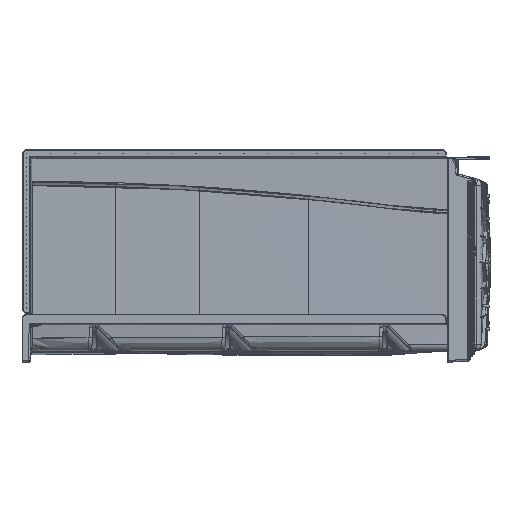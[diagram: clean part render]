
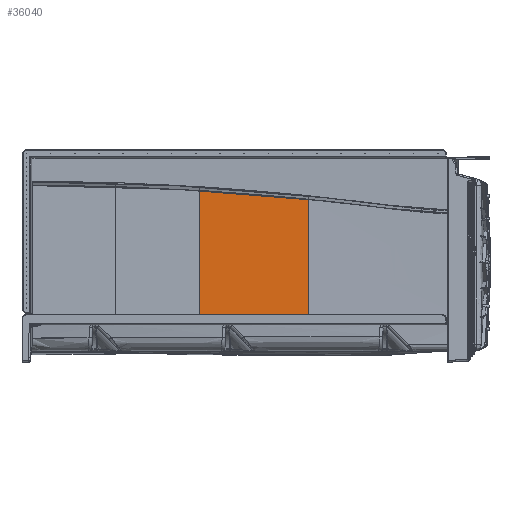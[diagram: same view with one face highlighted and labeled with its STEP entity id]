
A CAD part, left-side view. The second image highlights one B-rep face of the part: STEP entity #36040.
In plain terms, the highlighted free-form (B-spline) face has degree [3, 3] with [4, 4] control points.
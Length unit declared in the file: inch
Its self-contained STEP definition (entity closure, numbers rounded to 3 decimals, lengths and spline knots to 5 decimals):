
#5362 = EDGE_LOOP ( 'NONE', ( #42954, #41557, #9202, #126202 ) ) ;
#5437 = CARTESIAN_POINT ( 'NONE',  ( -0.05797, -33.96063, -16.07283 ) ) ;
#7130 = B_SPLINE_CURVE_WITH_KNOTS ( 'NONE', 3,
 ( #7714, #87738, #132929, #43211, #141856, #133629, #64742 ),
 .UNSPECIFIED., .F., .F.,
 ( 4, 3, 4 ),
 ( 0.70436, 1.14485, 1.15978 ),
 .UNSPECIFIED. ) ;
#7714 = CARTESIAN_POINT ( 'NONE',  ( -0.12368, -28.03915, -23.05807 ) ) ;
#7797 = CARTESIAN_POINT ( 'NONE',  ( 0.08639, -28.04099, -3.39011 ) ) ;
#8519 = CARTESIAN_POINT ( 'NONE',  ( 0.00627, -28.04029, -10.88635 ) ) ;
#9202 = ORIENTED_EDGE ( 'NONE', *, *, #88596, .T. ) ;
#10692 = CARTESIAN_POINT ( 'NONE',  ( -0.05045, -28.03979, -16.19554 ) ) ;
#16754 = CARTESIAN_POINT ( 'NONE',  ( 0.10639, -28.04116, -1.51992 ) ) ;
#19938 = CARTESIAN_POINT ( 'NONE',  ( 0.01461, -45.96764, -2.94793 ) ) ;
#20365 = CARTESIAN_POINT ( 'NONE',  ( 0.10639, -28.04116, -1.51992 ) ) ;
#22572 = CARTESIAN_POINT ( 'NONE',  ( 0.07609, -34.00771, -1.85685 ) ) ;
#23779 = CARTESIAN_POINT ( 'NONE',  ( -0.12415, -45.96885, -23.05808 ) ) ;
#26937 = CARTESIAN_POINT ( 'NONE',  ( -0.125, -40.00679, -23.18098 ) ) ;
#30306 = CARTESIAN_POINT ( 'NONE',  ( -0.03718, -45.96809, -10.44447 ) ) ;
#31042 = CARTESIAN_POINT ( 'NONE',  ( -0.12415, -45.96885, -23.05808 ) ) ;
#33264 = EDGE_CURVE ( 'NONE', #125751, #116701, #77938, .T. ) ;
#33657 = FACE_OUTER_BOUND ( 'NONE', #5362, .T. ) ;
#36040 = ADVANCED_FACE ( 'NONE', ( #33657 ), #75227, .T. ) ;
#39524 = CARTESIAN_POINT ( 'NONE',  ( -0.0476, -27.88933, -15.95049 ) ) ;
#41557 = ORIENTED_EDGE ( 'NONE', *, *, #92383, .T. ) ;
#41606 = VERTEX_POINT ( 'NONE', #136269 ) ;
#42954 = ORIENTED_EDGE ( 'NONE', *, *, #74465, .F. ) ;
#43211 = CARTESIAN_POINT ( 'NONE',  ( -0.12413, -45.38127, -23.05808 ) ) ;
#43580 = CARTESIAN_POINT ( 'NONE',  ( -0.06309, -45.96832, -14.20046 ) ) ;
#50635 = CARTESIAN_POINT ( 'NONE',  ( -0.07871, -46.09463, -16.43703 ) ) ;
#56631 = CARTESIAN_POINT ( 'NONE',  ( -0.01168, -40.05196, -9.28907 ) ) ;
#60095 = CARTESIAN_POINT ( 'NONE',  ( -0.12368, -28.03915, -23.05807 ) ) ;
#61038 = CARTESIAN_POINT ( 'NONE',  ( -0.12499, -27.86741, -23.18066 ) ) ;
#61939 = CARTESIAN_POINT ( 'NONE',  ( 0.04521, -40.00217, -2.35627 ) ) ;
#64401 = CARTESIAN_POINT ( 'NONE',  ( -0.02421, -45.96798, -8.56648 ) ) ;
#64742 = CARTESIAN_POINT ( 'NONE',  ( -0.12415, -45.96885, -23.05808 ) ) ;
#64829 = CARTESIAN_POINT ( 'NONE',  ( 0.04641, -28.04064, -7.13048 ) ) ;
#66081 = B_SPLINE_CURVE_WITH_KNOTS ( 'NONE', 3,
 ( #20365, #7797, #143377, #64829, #110075, #8519, #98922, #10692, #89249, #60095 ),
 .UNSPECIFIED., .F., .F.,
 ( 4, 3, 3, 4 ),
 ( 0.00059, 0.14311, 0.28621, 0.54769 ),
 .UNSPECIFIED. ) ;
#67300 = CARTESIAN_POINT ( 'NONE',  ( 0.00166, -45.96775, -4.82078 ) ) ;
#67756 = CARTESIAN_POINT ( 'NONE',  ( 0.01388, -46.13094, -2.9488 ) ) ;
#70153 = CARTESIAN_POINT ( 'NONE',  ( 0.07581, -34.02508, -1.88007 ) ) ;
#70733 = CARTESIAN_POINT ( 'NONE',  ( -0.12499, -33.9371, -23.18082 ) ) ;
#72167 = CARTESIAN_POINT ( 'NONE',  ( -0.06834, -40.02937, -16.23502 ) ) ;
#74465 = EDGE_CURVE ( 'NONE', #41606, #125751, #78309, .T. ) ;
#75227 = B_SPLINE_SURFACE_WITH_KNOTS ( 'NONE', 3, 3, ( 
 ( #78884, #22572, #135924, #67756 ),
 ( #90752, #113016, #56631, #101888 ),
 ( #39524, #5437, #72167, #50635 ),
 ( #61038, #70733, #26937, #82573 ) ),
 .UNSPECIFIED., .F., .F., .F.,
 ( 4, 4 ),
 ( 4, 4 ),
 ( 0.03014, 1. ),
 ( 0.38083, 0.62968 ),
 .UNSPECIFIED. ) ;
#75539 = CARTESIAN_POINT ( 'NONE',  ( -0.10381, -45.96867, -20.10554 ) ) ;
#76981 = CARTESIAN_POINT ( 'NONE',  ( -0.08346, -45.96849, -17.153 ) ) ;
#77938 = B_SPLINE_CURVE_WITH_KNOTS ( 'NONE', 3,
 ( #19938, #67300, #133291, #64401, #30306, #86651, #43580, #76981, #75539, #31042 ),
 .UNSPECIFIED., .F., .F.,
 ( 4, 3, 3, 4 ),
 ( 0.00039, 0.14311, 0.28621, 0.5112 ),
 .UNSPECIFIED. ) ;
#78309 = B_SPLINE_CURVE_WITH_KNOTS ( 'NONE', 3,
 ( #16754, #70153, #61939, #127928 ),
 .UNSPECIFIED., .F., .F.,
 ( 4, 4 ),
 ( 0.88421, 1.341 ),
 .UNSPECIFIED. ) ;
#78884 = CARTESIAN_POINT ( 'NONE',  ( 0.1072, -27.93319, -1.49016 ) ) ;
#82573 = CARTESIAN_POINT ( 'NONE',  ( -0.125, -46.07648, -23.18114 ) ) ;
#86651 = CARTESIAN_POINT ( 'NONE',  ( -0.05014, -45.9682, -12.32246 ) ) ;
#87738 = CARTESIAN_POINT ( 'NONE',  ( -0.12383, -33.81986, -23.05808 ) ) ;
#87877 = VERTEX_POINT ( 'NONE', #103941 ) ;
#88596 = EDGE_CURVE ( 'NONE', #87877, #116701, #7130, .T. ) ;
#89249 = CARTESIAN_POINT ( 'NONE',  ( -0.08708, -28.03947, -19.62681 ) ) ;
#90752 = CARTESIAN_POINT ( 'NONE',  ( 0.0298, -27.91126, -8.72033 ) ) ;
#92383 = EDGE_CURVE ( 'NONE', #41606, #87877, #66081, .T. ) ;
#98922 = CARTESIAN_POINT ( 'NONE',  ( -0.01379, -28.04011, -12.76428 ) ) ;
#101888 = CARTESIAN_POINT ( 'NONE',  ( -0.03242, -46.11279, -9.69291 ) ) ;
#103941 = CARTESIAN_POINT ( 'NONE',  ( -0.12368, -28.03915, -23.05807 ) ) ;
#110075 = CARTESIAN_POINT ( 'NONE',  ( 0.02633, -28.04046, -9.00841 ) ) ;
#113016 = CARTESIAN_POINT ( 'NONE',  ( 0.00906, -33.98417, -8.96484 ) ) ;
#116701 = VERTEX_POINT ( 'NONE', #23779 ) ;
#120975 = CARTESIAN_POINT ( 'NONE',  ( 0.01461, -45.96764, -2.94793 ) ) ;
#125751 = VERTEX_POINT ( 'NONE', #120975 ) ;
#126202 = ORIENTED_EDGE ( 'NONE', *, *, #33264, .F. ) ;
#127928 = CARTESIAN_POINT ( 'NONE',  ( 0.01461, -45.96764, -2.94793 ) ) ;
#132929 = CARTESIAN_POINT ( 'NONE',  ( -0.12398, -39.60057, -23.05808 ) ) ;
#133291 = CARTESIAN_POINT ( 'NONE',  ( -0.01128, -45.96786, -6.69363 ) ) ;
#133629 = CARTESIAN_POINT ( 'NONE',  ( -0.12414, -45.77299, -23.05808 ) ) ;
#135924 = CARTESIAN_POINT ( 'NONE',  ( 0.04498, -40.07454, -2.34312 ) ) ;
#136269 = CARTESIAN_POINT ( 'NONE',  ( 0.10639, -28.04116, -1.51992 ) ) ;
#141856 = CARTESIAN_POINT ( 'NONE',  ( -0.12414, -45.57713, -23.05808 ) ) ;
#143377 = CARTESIAN_POINT ( 'NONE',  ( 0.0664, -28.04081, -5.26029 ) ) ;
